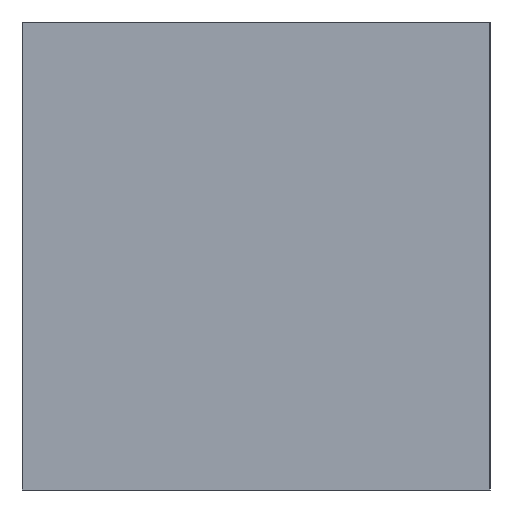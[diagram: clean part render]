
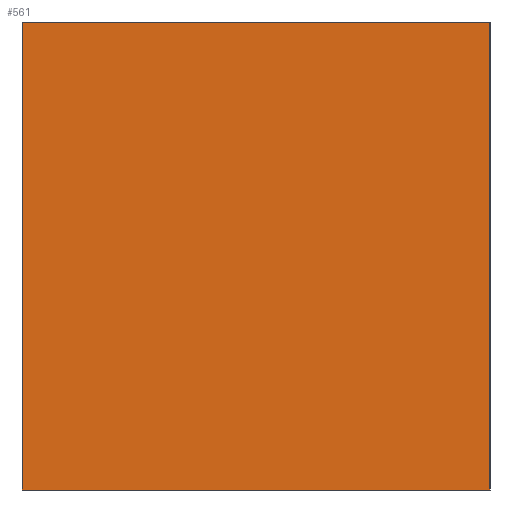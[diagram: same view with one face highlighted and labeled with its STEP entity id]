
A CAD part, front view. The second image highlights one B-rep face of the part: STEP entity #561.
In plain terms, the highlighted planar face has unit normal (0, -1, 0).
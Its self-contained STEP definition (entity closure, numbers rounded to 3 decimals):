
#561 = ADVANCED_FACE( '', ( #1594 ), #1595, .T. );
#1594 = FACE_OUTER_BOUND( '', #3212, .T. );
#1595 = PLANE( '', #3213 );
#3212 = EDGE_LOOP( '', ( #4847, #4848, #4849, #4850 ) );
#3213 = AXIS2_PLACEMENT_3D( '', #4851, #4852, #4853 );
#4847 = ORIENTED_EDGE( '', *, *, #9952, .T. );
#4848 = ORIENTED_EDGE( '', *, *, #9953, .T. );
#4849 = ORIENTED_EDGE( '', *, *, #9954, .T. );
#4850 = ORIENTED_EDGE( '', *, *, #9955, .T. );
#4851 = CARTESIAN_POINT( '', ( 0., 0., 0. ) );
#4852 = DIRECTION( '', ( 0., -1., 0. ) );
#4853 = DIRECTION( '', ( 0., 0., -1. ) );
#9952 = EDGE_CURVE( '', #11856, #11857, #11858, .T. );
#9953 = EDGE_CURVE( '', #11857, #11859, #11860, .T. );
#9954 = EDGE_CURVE( '', #11859, #11861, #11862, .T. );
#9955 = EDGE_CURVE( '', #11861, #11856, #11863, .T. );
#11856 = VERTEX_POINT( '', #14704 );
#11857 = VERTEX_POINT( '', #14705 );
#11858 = LINE( '', #14706, #14707 );
#11859 = VERTEX_POINT( '', #14708 );
#11860 = LINE( '', #14709, #14710 );
#11861 = VERTEX_POINT( '', #14711 );
#11862 = LINE( '', #14712, #14713 );
#11863 = LINE( '', #14714, #14715 );
#14704 = CARTESIAN_POINT( '', ( -30., 0., 30. ) );
#14705 = CARTESIAN_POINT( '', ( -30., 0., -30. ) );
#14706 = CARTESIAN_POINT( '', ( -30., 0., 30. ) );
#14707 = VECTOR( '', #19673, 1000. );
#14708 = CARTESIAN_POINT( '', ( 30., 0., -30. ) );
#14709 = CARTESIAN_POINT( '', ( -30., 0., -30. ) );
#14710 = VECTOR( '', #19674, 1000. );
#14711 = CARTESIAN_POINT( '', ( 30., 0., 30. ) );
#14712 = CARTESIAN_POINT( '', ( 30., 0., -30. ) );
#14713 = VECTOR( '', #19675, 1000. );
#14714 = CARTESIAN_POINT( '', ( 30., 0., 30. ) );
#14715 = VECTOR( '', #19676, 1000. );
#19673 = DIRECTION( '', ( 0., 0., -1. ) );
#19674 = DIRECTION( '', ( 1., 0., 0. ) );
#19675 = DIRECTION( '', ( 0., 0., 1. ) );
#19676 = DIRECTION( '', ( -1., 0., 0. ) );
